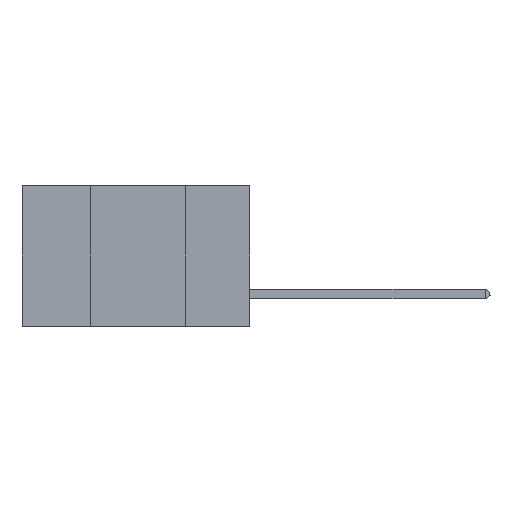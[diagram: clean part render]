
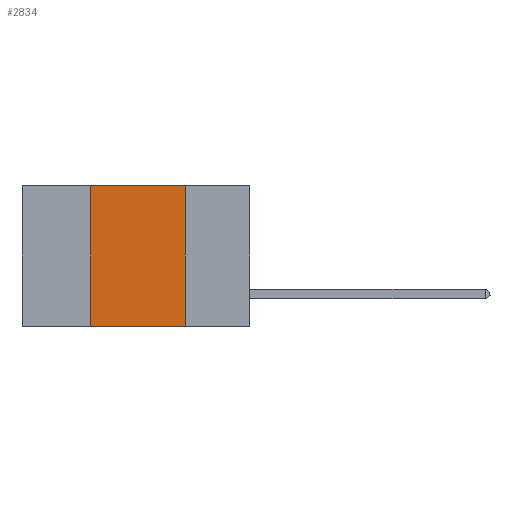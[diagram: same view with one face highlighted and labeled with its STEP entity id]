
A CAD part, left-side view. The second image highlights one B-rep face of the part: STEP entity #2834.
In plain terms, the highlighted planar face has unit normal (-1, 0, 0).
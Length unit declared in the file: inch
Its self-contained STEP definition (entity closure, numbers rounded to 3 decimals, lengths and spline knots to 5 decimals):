
#298 = CARTESIAN_POINT ( 'NONE',  ( 0., 0.17, 0. ) ) ;
#1314 = LINE ( 'NONE', #11682, #23618 ) ;
#1658 = EDGE_CURVE ( 'NONE', #2344, #11602, #12564, .T. ) ;
#2134 = FACE_OUTER_BOUND ( 'NONE', #22371, .T. ) ;
#2344 = VERTEX_POINT ( 'NONE', #13831 ) ;
#2834 = ADVANCED_FACE ( 'NONE', ( #2134 ), #11703, .F. ) ;
#4200 = AXIS2_PLACEMENT_3D ( 'NONE', #19244, #8347, #20816 ) ;
#4463 = DIRECTION ( 'NONE',  ( 0., -1., 0. ) ) ;
#4826 = CARTESIAN_POINT ( 'NONE',  ( 0., 0.42, 0. ) ) ;
#4861 = ORIENTED_EDGE ( 'NONE', *, *, #1658, .T. ) ;
#5075 = VERTEX_POINT ( 'NONE', #298 ) ;
#5085 = CARTESIAN_POINT ( 'NONE',  ( 0., 0.17, -0.37 ) ) ;
#5973 = VECTOR ( 'NONE', #15987, 39.37008 ) ;
#7006 = ORIENTED_EDGE ( 'NONE', *, *, #10367, .F. ) ;
#8347 = DIRECTION ( 'NONE',  ( 1., 0., 0. ) ) ;
#8530 = LINE ( 'NONE', #4826, #10518 ) ;
#10260 = ORIENTED_EDGE ( 'NONE', *, *, #20653, .F. ) ;
#10333 = LINE ( 'NONE', #20850, #12900 ) ;
#10367 = EDGE_CURVE ( 'NONE', #2344, #19759, #8530, .T. ) ;
#10518 = VECTOR ( 'NONE', #21146, 39.37008 ) ;
#11602 = VERTEX_POINT ( 'NONE', #5085 ) ;
#11682 = CARTESIAN_POINT ( 'NONE',  ( 0., 0.17, 0. ) ) ;
#11703 = PLANE ( 'NONE',  #4200 ) ;
#12564 = LINE ( 'NONE', #20854, #5973 ) ;
#12900 = VECTOR ( 'NONE', #4463, 39.37008 ) ;
#13831 = CARTESIAN_POINT ( 'NONE',  ( 0., 0.42, -0.37 ) ) ;
#15535 = DIRECTION ( 'NONE',  ( 0., 0., -1. ) ) ;
#15987 = DIRECTION ( 'NONE',  ( 0., -1., 0. ) ) ;
#16706 = CARTESIAN_POINT ( 'NONE',  ( 0., 0.42, 0. ) ) ;
#19244 = CARTESIAN_POINT ( 'NONE',  ( 0., 0.6, 0. ) ) ;
#19759 = VERTEX_POINT ( 'NONE', #16706 ) ;
#20653 = EDGE_CURVE ( 'NONE', #19759, #5075, #10333, .T. ) ;
#20816 = DIRECTION ( 'NONE',  ( 0., 0., -1. ) ) ;
#20850 = CARTESIAN_POINT ( 'NONE',  ( 0., 0.6, 0. ) ) ;
#20854 = CARTESIAN_POINT ( 'NONE',  ( 0., 0.6, -0.37 ) ) ;
#21146 = DIRECTION ( 'NONE',  ( 0., 0., 1. ) ) ;
#22371 = EDGE_LOOP ( 'NONE', ( #22450, #10260, #7006, #4861 ) ) ;
#22450 = ORIENTED_EDGE ( 'NONE', *, *, #23421, .F. ) ;
#23421 = EDGE_CURVE ( 'NONE', #5075, #11602, #1314, .T. ) ;
#23618 = VECTOR ( 'NONE', #15535, 39.37008 ) ;
